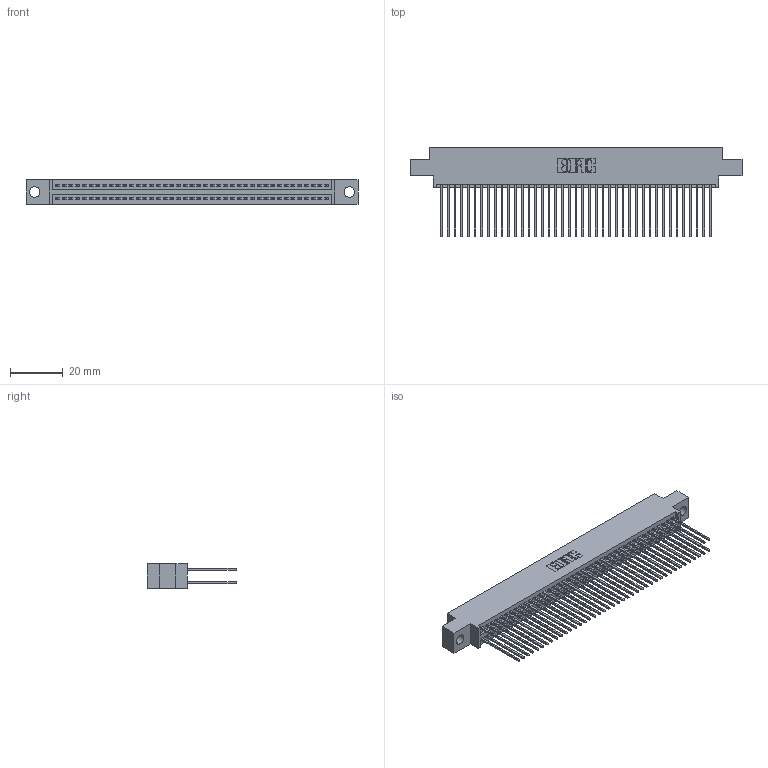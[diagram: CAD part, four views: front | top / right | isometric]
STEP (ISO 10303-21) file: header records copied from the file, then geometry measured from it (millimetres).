
FILE_DESCRIPTION (( 'STEP AP203' ), '1' );
FILE_NAME ('345-082-541-804.STEP', '2021-05-20T12:05:32', ( '' ), ( '' ), 'SwSTEP 2.0', 'SolidWorks 2020', '' );
FILE_SCHEMA (( 'CONFIG_CONTROL_DESIGN' ));
Length unit declared in the file: inch
Products named in the file (3): 345 Part_0.170 Offset - 0.156 Dia-TI; 345-292-001_345-293-141; 345-082-541-804
Assembly tree (83 placements, depth 2):
  345-082-541-804
    345 Part_0.170 Offset - 0.156 Dia-TI
    345-292-001_345-293-141  x82
Bounding box: 125.35 x 33.96 x 9.4 mm (x, y, z)
Volume: 12418.3 mm3; surface area: 20543.6 mm2
Topology: 83 solids, 83 shells, 4244 faces, 12607 edges, 8294 vertices
Faces by surface type: plane 2804, cylinder 1440
Entity records: 32873 total; most frequent: CARTESIAN_POINT 5518, ORIENTED_EDGE 5450, DIRECTION 4865, EDGE_CURVE 2725, LINE 2429, VECTOR 2429, VERTEX_POINT 1814, AXIS2_PLACEMENT_3D 1218
